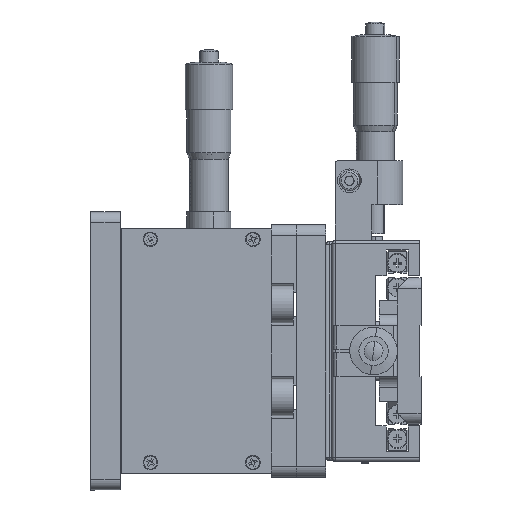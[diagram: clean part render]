
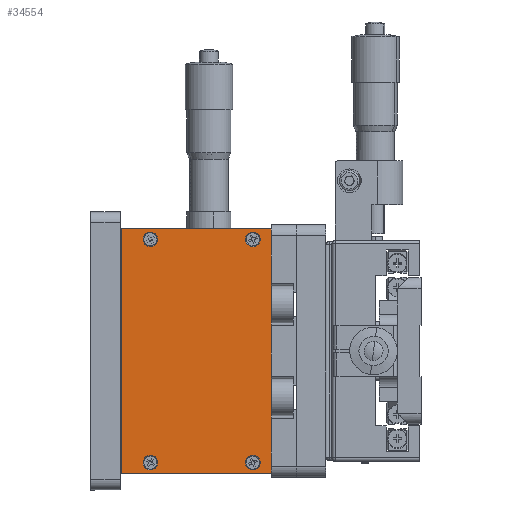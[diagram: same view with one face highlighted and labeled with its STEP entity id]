
A CAD part, left-side view. The second image highlights one B-rep face of the part: STEP entity #34554.
In plain terms, the highlighted planar face has unit normal (-1, 0, 0).
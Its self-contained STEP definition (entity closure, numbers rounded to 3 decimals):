
#237 = VECTOR ( 'NONE', #27019, 1000. ) ;
#290 = DIRECTION ( 'NONE',  ( 0., -1., 0. ) ) ;
#359 = EDGE_LOOP ( 'NONE', ( #1237, #5790 ) ) ;
#506 = AXIS2_PLACEMENT_3D ( 'NONE', #3360, #38682, #8408 ) ;
#1096 = AXIS2_PLACEMENT_3D ( 'NONE', #63283, #33020, #2760 ) ;
#1237 = ORIENTED_EDGE ( 'NONE', *, *, #58639, .F. ) ;
#2760 = DIRECTION ( 'NONE',  ( 0., -1., 0. ) ) ;
#3360 = CARTESIAN_POINT ( 'NONE',  ( 0.719, 41.943, 71.85 ) ) ;
#3605 = EDGE_CURVE ( 'NONE', #18873, #10085, #5276, .T. ) ;
#4353 = DIRECTION ( 'NONE',  ( -1., 0., 0. ) ) ;
#4610 = AXIS2_PLACEMENT_3D ( 'NONE', #14710, #50024, #19806 ) ;
#4905 = CARTESIAN_POINT ( 'NONE',  ( 0.719, 76.943, 74.85 ) ) ;
#4967 = CARTESIAN_POINT ( 'NONE',  ( 0.719, 46.943, 74.85 ) ) ;
#5276 = LINE ( 'NONE', #14147, #43992 ) ;
#5408 = AXIS2_PLACEMENT_3D ( 'NONE', #43628, #13398, #48695 ) ;
#5790 = ORIENTED_EDGE ( 'NONE', *, *, #57445, .F. ) ;
#6378 = LINE ( 'NONE', #62889, #18270 ) ;
#6621 = CARTESIAN_POINT ( 'NONE',  ( 0.719, 41.943, 71.85 ) ) ;
#6660 = ORIENTED_EDGE ( 'NONE', *, *, #31194, .F. ) ;
#7077 = FACE_BOUND ( 'NONE', #26552, .T. ) ;
#7805 = VERTEX_POINT ( 'NONE', #45377 ) ;
#8328 = EDGE_CURVE ( 'NONE', #51097, #29155, #17508, .T. ) ;
#8408 = DIRECTION ( 'NONE',  ( 0., -1., 0. ) ) ;
#10062 = DIRECTION ( 'NONE',  ( 0., -1., 0. ) ) ;
#10085 = VERTEX_POINT ( 'NONE', #63650 ) ;
#12171 = ORIENTED_EDGE ( 'NONE', *, *, #51851, .F. ) ;
#12360 = CARTESIAN_POINT ( 'NONE',  ( 0.719, 48.943, 74.85 ) ) ;
#13398 = DIRECTION ( 'NONE',  ( -1., 0., 0. ) ) ;
#14147 = CARTESIAN_POINT ( 'NONE',  ( 0.719, 82.943, 71.85 ) ) ;
#14418 = CARTESIAN_POINT ( 'NONE',  ( 0.719, 82.943, 138.85 ) ) ;
#14710 = CARTESIAN_POINT ( 'NONE',  ( 0.719, 46.943, 135.85 ) ) ;
#15308 = LINE ( 'NONE', #6621, #237 ) ;
#15747 = ORIENTED_EDGE ( 'NONE', *, *, #8328, .F. ) ;
#16669 = CARTESIAN_POINT ( 'NONE',  ( 0.719, 44.943, 74.85 ) ) ;
#17195 = DIRECTION ( 'NONE',  ( -1., 0., 0. ) ) ;
#17405 = EDGE_LOOP ( 'NONE', ( #6660, #12171 ) ) ;
#17508 = CIRCLE ( 'NONE', #46903, 2. ) ;
#17719 = ORIENTED_EDGE ( 'NONE', *, *, #20485, .F. ) ;
#17959 = VERTEX_POINT ( 'NONE', #14418 ) ;
#18121 = DIRECTION ( 'NONE',  ( 0., 1., 0. ) ) ;
#18270 = VECTOR ( 'NONE', #37674, 1000. ) ;
#18300 = EDGE_CURVE ( 'NONE', #46956, #17959, #62559, .T. ) ;
#18363 = PLANE ( 'NONE',  #506 ) ;
#18873 = VERTEX_POINT ( 'NONE', #23142 ) ;
#19276 = EDGE_CURVE ( 'NONE', #25215, #45013, #22841, .T. ) ;
#19806 = DIRECTION ( 'NONE',  ( 0., -1., 0. ) ) ;
#20121 = VERTEX_POINT ( 'NONE', #52066 ) ;
#20485 = EDGE_CURVE ( 'NONE', #29155, #51097, #23301, .T. ) ;
#20563 = FACE_BOUND ( 'NONE', #41313, .T. ) ;
#22841 = CIRCLE ( 'NONE', #51876, 2. ) ;
#23142 = CARTESIAN_POINT ( 'NONE',  ( 0.719, 82.943, 71.85 ) ) ;
#23301 = CIRCLE ( 'NONE', #56648, 2. ) ;
#24133 = CARTESIAN_POINT ( 'NONE',  ( 0.719, 41.943, 138.85 ) ) ;
#24833 = CARTESIAN_POINT ( 'NONE',  ( 0.719, 72.943, 74.85 ) ) ;
#25215 = VERTEX_POINT ( 'NONE', #47194 ) ;
#26254 = EDGE_CURVE ( 'NONE', #10085, #46956, #15308, .T. ) ;
#26481 = ORIENTED_EDGE ( 'NONE', *, *, #18300, .T. ) ;
#26552 = EDGE_LOOP ( 'NONE', ( #17719, #15747 ) ) ;
#27019 = DIRECTION ( 'NONE',  ( 0., 0., 1. ) ) ;
#27049 = CARTESIAN_POINT ( 'NONE',  ( 0.719, 46.943, 135.85 ) ) ;
#28601 = CIRCLE ( 'NONE', #5408, 2. ) ;
#28714 = EDGE_CURVE ( 'NONE', #17959, #18873, #6378, .T. ) ;
#29155 = VERTEX_POINT ( 'NONE', #16669 ) ;
#30393 = ORIENTED_EDGE ( 'NONE', *, *, #28714, .T. ) ;
#30596 = DIRECTION ( 'NONE',  ( -1., 0., 0. ) ) ;
#31194 = EDGE_CURVE ( 'NONE', #46527, #56688, #56241, .T. ) ;
#32110 = DIRECTION ( 'NONE',  ( 0., -1., 0. ) ) ;
#33020 = DIRECTION ( 'NONE',  ( -1., 0., 0. ) ) ;
#33630 = CIRCLE ( 'NONE', #45007, 2. ) ;
#34001 = CIRCLE ( 'NONE', #49289, 2. ) ;
#34006 = FACE_BOUND ( 'NONE', #359, .T. ) ;
#34554 = ADVANCED_FACE ( 'NONE', ( #59280, #7077, #20563, #34006, #45758 ), #18363, .T. ) ;
#34644 = CARTESIAN_POINT ( 'NONE',  ( 0.719, 74.943, 74.85 ) ) ;
#36227 = ORIENTED_EDGE ( 'NONE', *, *, #19276, .F. ) ;
#37674 = DIRECTION ( 'NONE',  ( 0., 0., -1. ) ) ;
#38682 = DIRECTION ( 'NONE',  ( -1., 0., 0. ) ) ;
#39673 = DIRECTION ( 'NONE',  ( 0., -1., 0. ) ) ;
#40039 = EDGE_CURVE ( 'NONE', #45013, #25215, #50434, .T. ) ;
#40298 = DIRECTION ( 'NONE',  ( -1., 0., 0. ) ) ;
#41313 = EDGE_LOOP ( 'NONE', ( #36227, #62928 ) ) ;
#41437 = EDGE_LOOP ( 'NONE', ( #56686, #44728, #26481, #30393 ) ) ;
#43628 = CARTESIAN_POINT ( 'NONE',  ( 0.719, 74.943, 135.85 ) ) ;
#43992 = VECTOR ( 'NONE', #49008, 1000. ) ;
#44728 = ORIENTED_EDGE ( 'NONE', *, *, #26254, .T. ) ;
#45007 = AXIS2_PLACEMENT_3D ( 'NONE', #47383, #17195, #52487 ) ;
#45013 = VERTEX_POINT ( 'NONE', #46139 ) ;
#45377 = CARTESIAN_POINT ( 'NONE',  ( 0.719, 76.943, 135.85 ) ) ;
#45758 = FACE_OUTER_BOUND ( 'NONE', #41437, .T. ) ;
#46139 = CARTESIAN_POINT ( 'NONE',  ( 0.719, 48.943, 135.85 ) ) ;
#46527 = VERTEX_POINT ( 'NONE', #24833 ) ;
#46903 = AXIS2_PLACEMENT_3D ( 'NONE', #60828, #30596, #290 ) ;
#46956 = VERTEX_POINT ( 'NONE', #24133 ) ;
#47194 = CARTESIAN_POINT ( 'NONE',  ( 0.719, 44.943, 135.85 ) ) ;
#47383 = CARTESIAN_POINT ( 'NONE',  ( 0.719, 74.943, 135.85 ) ) ;
#48695 = DIRECTION ( 'NONE',  ( 0., -1., 0. ) ) ;
#49008 = DIRECTION ( 'NONE',  ( 0., -1., 0. ) ) ;
#49070 = VECTOR ( 'NONE', #18121, 1000. ) ;
#49289 = AXIS2_PLACEMENT_3D ( 'NONE', #34644, #4353, #39673 ) ;
#50024 = DIRECTION ( 'NONE',  ( -1., 0., 0. ) ) ;
#50434 = CIRCLE ( 'NONE', #4610, 2. ) ;
#51097 = VERTEX_POINT ( 'NONE', #12360 ) ;
#51851 = EDGE_CURVE ( 'NONE', #56688, #46527, #34001, .T. ) ;
#51876 = AXIS2_PLACEMENT_3D ( 'NONE', #27049, #62378, #32110 ) ;
#52066 = CARTESIAN_POINT ( 'NONE',  ( 0.719, 72.943, 135.85 ) ) ;
#52487 = DIRECTION ( 'NONE',  ( 0., -1., 0. ) ) ;
#53204 = CARTESIAN_POINT ( 'NONE',  ( 0.719, 82.943, 138.85 ) ) ;
#56241 = CIRCLE ( 'NONE', #1096, 2. ) ;
#56648 = AXIS2_PLACEMENT_3D ( 'NONE', #4967, #40298, #10062 ) ;
#56686 = ORIENTED_EDGE ( 'NONE', *, *, #3605, .T. ) ;
#56688 = VERTEX_POINT ( 'NONE', #4905 ) ;
#57445 = EDGE_CURVE ( 'NONE', #7805, #20121, #33630, .T. ) ;
#58639 = EDGE_CURVE ( 'NONE', #20121, #7805, #28601, .T. ) ;
#59280 = FACE_BOUND ( 'NONE', #17405, .T. ) ;
#60828 = CARTESIAN_POINT ( 'NONE',  ( 0.719, 46.943, 74.85 ) ) ;
#62378 = DIRECTION ( 'NONE',  ( -1., 0., 0. ) ) ;
#62559 = LINE ( 'NONE', #53204, #49070 ) ;
#62889 = CARTESIAN_POINT ( 'NONE',  ( 0.719, 82.943, 71.85 ) ) ;
#62928 = ORIENTED_EDGE ( 'NONE', *, *, #40039, .F. ) ;
#63283 = CARTESIAN_POINT ( 'NONE',  ( 0.719, 74.943, 74.85 ) ) ;
#63650 = CARTESIAN_POINT ( 'NONE',  ( 0.719, 41.943, 71.85 ) ) ;
